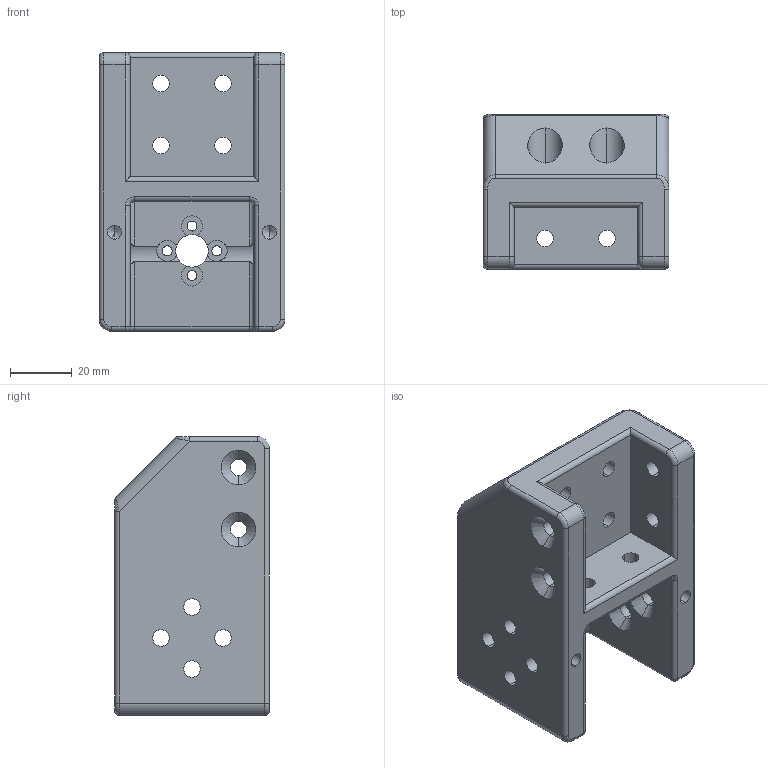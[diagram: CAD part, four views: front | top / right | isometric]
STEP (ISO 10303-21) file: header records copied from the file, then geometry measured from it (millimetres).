
FILE_DESCRIPTION (( 'STEP AP214' ), '1' );
FILE_NAME ('mainZCar.STEP', '2025-04-03T00:56:22', ( '' ), ( '' ), 'SwSTEP 2.0', 'SolidWorks 2024', '' );
FILE_SCHEMA (( 'AUTOMOTIVE_DESIGN' ));
Length unit declared in the file: millimetre
Products named in the file (1): mainZCar
Bounding box: 60 x 50 x 90 mm (x, y, z)
Volume: 147168.8 mm3; surface area: 32681.6 mm2
Topology: 1 solids, 1 shells, 184 faces, 465 edges, 276 vertices
Faces by surface type: cylinder 106, cone 36, plane 22, torus 12, bspline 6, sphere 2
Entity records: 7862 total; most frequent: CARTESIAN_POINT 1264, DIRECTION 1025, ORIENTED_EDGE 918, EDGE_CURVE 459, AXIS2_PLACEMENT_3D 417, VERTEX_POINT 276, CIRCLE 238, EDGE_LOOP 229
